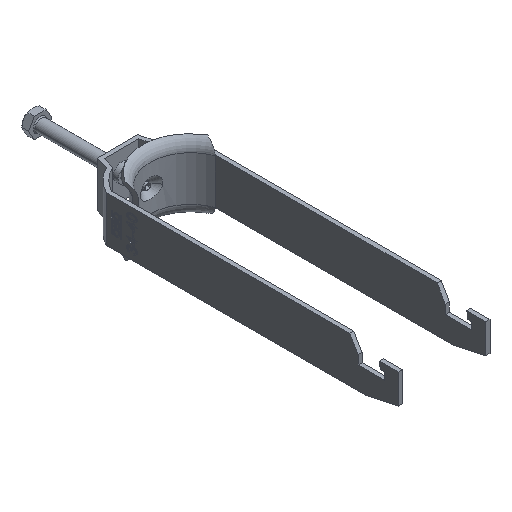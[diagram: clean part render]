
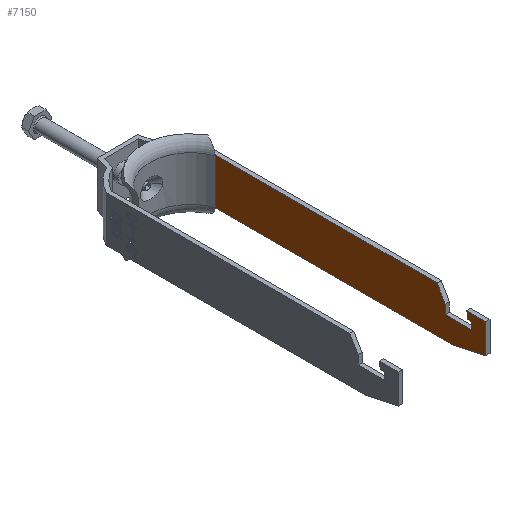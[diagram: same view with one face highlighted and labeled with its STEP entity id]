
A CAD part, isometric view. The second image highlights one B-rep face of the part: STEP entity #7150.
In plain terms, the highlighted planar face has unit normal (-1, 0, 0).
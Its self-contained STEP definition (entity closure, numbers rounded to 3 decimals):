
#158 = AXIS2_PLACEMENT_3D ( 'NONE', #3307, #7716, #11256 ) ;
#197 = VECTOR ( 'NONE', #2055, 1000. ) ;
#352 = ORIENTED_EDGE ( 'NONE', *, *, #3336, .T. ) ;
#413 = DIRECTION ( 'NONE',  ( 0., 0., 1. ) ) ;
#436 = CARTESIAN_POINT ( 'NONE',  ( 20.5, -17.511, -11.25 ) ) ;
#582 = FACE_OUTER_BOUND ( 'NONE', #8933, .T. ) ;
#932 = ORIENTED_EDGE ( 'NONE', *, *, #5617, .T. ) ;
#943 = EDGE_CURVE ( 'NONE', #6750, #2562, #8169, .T. ) ;
#949 = EDGE_CURVE ( 'NONE', #2562, #2203, #9174, .T. ) ;
#1169 = CARTESIAN_POINT ( 'NONE',  ( 20.5, -141., -11.25 ) ) ;
#1329 = VERTEX_POINT ( 'NONE', #436 ) ;
#1491 = VERTEX_POINT ( 'NONE', #11343 ) ;
#1605 = ORIENTED_EDGE ( 'NONE', *, *, #6209, .T. ) ;
#1646 = ORIENTED_EDGE ( 'NONE', *, *, #8836, .T. ) ;
#1971 = CARTESIAN_POINT ( 'NONE',  ( 20.5, -17.511, 11.25 ) ) ;
#1975 = CARTESIAN_POINT ( 'NONE',  ( 20.5, -161., -7.773 ) ) ;
#2040 = ORIENTED_EDGE ( 'NONE', *, *, #10558, .F. ) ;
#2041 = EDGE_CURVE ( 'NONE', #7346, #9516, #3786, .T. ) ;
#2047 = EDGE_CURVE ( 'NONE', #4987, #1329, #7600, .T. ) ;
#2055 = DIRECTION ( 'NONE',  ( 0., 0., -1. ) ) ;
#2125 = LINE ( 'NONE', #1169, #7287 ) ;
#2203 = VERTEX_POINT ( 'NONE', #7189 ) ;
#2417 = VECTOR ( 'NONE', #3980, 1000. ) ;
#2562 = VERTEX_POINT ( 'NONE', #10977 ) ;
#2596 = VECTOR ( 'NONE', #10234, 1000. ) ;
#2838 = CARTESIAN_POINT ( 'NONE',  ( 20.5, -161., 6.75 ) ) ;
#2973 = VECTOR ( 'NONE', #9118, 1000. ) ;
#3132 = DIRECTION ( 'NONE',  ( 0., 1., 0. ) ) ;
#3307 = CARTESIAN_POINT ( 'NONE',  ( 20.5, -200., -11.25 ) ) ;
#3336 = EDGE_CURVE ( 'NONE', #1491, #8950, #2125, .T. ) ;
#3466 = ORIENTED_EDGE ( 'NONE', *, *, #2041, .T. ) ;
#3778 = VECTOR ( 'NONE', #8292, 1000. ) ;
#3786 = LINE ( 'NONE', #8486, #9907 ) ;
#3829 = LINE ( 'NONE', #9304, #8265 ) ;
#3980 = DIRECTION ( 'NONE',  ( 0., 1., 0. ) ) ;
#4222 = EDGE_CURVE ( 'NONE', #4987, #7346, #11552, .T. ) ;
#4399 = CARTESIAN_POINT ( 'NONE',  ( 20.5, -144.642, -11.25 ) ) ;
#4453 = PLANE ( 'NONE',  #158 ) ;
#4676 = CARTESIAN_POINT ( 'NONE',  ( 20.5, -151.6, 6.75 ) ) ;
#4757 = ORIENTED_EDGE ( 'NONE', *, *, #2047, .F. ) ;
#4917 = VERTEX_POINT ( 'NONE', #1971 ) ;
#4939 = CARTESIAN_POINT ( 'NONE',  ( 20.5, -200., 11.25 ) ) ;
#4987 = VERTEX_POINT ( 'NONE', #4399 ) ;
#5059 = ORIENTED_EDGE ( 'NONE', *, *, #943, .T. ) ;
#5234 = VECTOR ( 'NONE', #10275, 1000. ) ;
#5313 = ORIENTED_EDGE ( 'NONE', *, *, #5832, .T. ) ;
#5588 = LINE ( 'NONE', #6352, #2973 ) ;
#5617 = EDGE_CURVE ( 'NONE', #9516, #6547, #5588, .T. ) ;
#5832 = EDGE_CURVE ( 'NONE', #7626, #4917, #9344, .T. ) ;
#5942 = ORIENTED_EDGE ( 'NONE', *, *, #6288, .T. ) ;
#6131 = LINE ( 'NONE', #8778, #10745 ) ;
#6207 = VECTOR ( 'NONE', #3132, 1000. ) ;
#6209 = EDGE_CURVE ( 'NONE', #6547, #6750, #6686, .T. ) ;
#6288 = EDGE_CURVE ( 'NONE', #2203, #1491, #11214, .T. ) ;
#6352 = CARTESIAN_POINT ( 'NONE',  ( 20.5, -200., 6.75 ) ) ;
#6547 = VERTEX_POINT ( 'NONE', #4676 ) ;
#6686 = LINE ( 'NONE', #11100, #5234 ) ;
#6749 = CARTESIAN_POINT ( 'NONE',  ( 20.5, -200., -0.25 ) ) ;
#6750 = VERTEX_POINT ( 'NONE', #7899 ) ;
#7150 = ADVANCED_FACE ( 'NONE', ( #582 ), #4453, .T. ) ;
#7178 = CARTESIAN_POINT ( 'NONE',  ( 20.5, -141., 4.25 ) ) ;
#7189 = CARTESIAN_POINT ( 'NONE',  ( 20.5, -154., -0.25 ) ) ;
#7287 = VECTOR ( 'NONE', #7587, 1000. ) ;
#7346 = VERTEX_POINT ( 'NONE', #1975 ) ;
#7415 = DIRECTION ( 'NONE',  ( 0., 0.5, 0.866 ) ) ;
#7587 = DIRECTION ( 'NONE',  ( 0., 0., 1. ) ) ;
#7600 = LINE ( 'NONE', #11196, #6207 ) ;
#7626 = VERTEX_POINT ( 'NONE', #10018 ) ;
#7716 = DIRECTION ( 'NONE',  ( -1., 0., 0. ) ) ;
#7899 = CARTESIAN_POINT ( 'NONE',  ( 20.5, -151.906, 3.25 ) ) ;
#8146 = ORIENTED_EDGE ( 'NONE', *, *, #949, .T. ) ;
#8169 = LINE ( 'NONE', #10061, #3778 ) ;
#8265 = VECTOR ( 'NONE', #7415, 1000. ) ;
#8292 = DIRECTION ( 'NONE',  ( 0., -1., 0. ) ) ;
#8486 = CARTESIAN_POINT ( 'NONE',  ( 20.5, -161., -11.25 ) ) ;
#8778 = CARTESIAN_POINT ( 'NONE',  ( 20.5, -17.511, -11.25 ) ) ;
#8836 = EDGE_CURVE ( 'NONE', #8950, #7626, #3829, .T. ) ;
#8933 = EDGE_LOOP ( 'NONE', ( #4757, #11505, #3466, #932, #1605, #5059, #8146, #5942, #352, #1646, #5313, #2040 ) ) ;
#8950 = VERTEX_POINT ( 'NONE', #7178 ) ;
#9118 = DIRECTION ( 'NONE',  ( 0., 1., 0. ) ) ;
#9173 = VECTOR ( 'NONE', #10557, 1000. ) ;
#9174 = LINE ( 'NONE', #9945, #197 ) ;
#9304 = CARTESIAN_POINT ( 'NONE',  ( 20.5, -162.462, -32.923 ) ) ;
#9344 = LINE ( 'NONE', #4939, #2596 ) ;
#9516 = VERTEX_POINT ( 'NONE', #2838 ) ;
#9907 = VECTOR ( 'NONE', #413, 1000. ) ;
#9945 = CARTESIAN_POINT ( 'NONE',  ( 20.5, -154., -11.25 ) ) ;
#10018 = CARTESIAN_POINT ( 'NONE',  ( 20.5, -136.959, 11.25 ) ) ;
#10061 = CARTESIAN_POINT ( 'NONE',  ( 20.5, -200., 3.25 ) ) ;
#10234 = DIRECTION ( 'NONE',  ( 0., 1., 0. ) ) ;
#10275 = DIRECTION ( 'NONE',  ( 0., -0.087, -0.996 ) ) ;
#10557 = DIRECTION ( 'NONE',  ( 0., -0.978, 0.208 ) ) ;
#10558 = EDGE_CURVE ( 'NONE', #1329, #4917, #6131, .T. ) ;
#10661 = CARTESIAN_POINT ( 'NONE',  ( 20.5, -197.607, 0.008 ) ) ;
#10745 = VECTOR ( 'NONE', #11601, 1000. ) ;
#10977 = CARTESIAN_POINT ( 'NONE',  ( 20.5, -154., 3.25 ) ) ;
#11100 = CARTESIAN_POINT ( 'NONE',  ( 20.5, -153.53, -15.316 ) ) ;
#11196 = CARTESIAN_POINT ( 'NONE',  ( 20.5, -200., -11.25 ) ) ;
#11214 = LINE ( 'NONE', #6749, #2417 ) ;
#11256 = DIRECTION ( 'NONE',  ( 0., 1., 0. ) ) ;
#11343 = CARTESIAN_POINT ( 'NONE',  ( 20.5, -141., -0.25 ) ) ;
#11505 = ORIENTED_EDGE ( 'NONE', *, *, #4222, .T. ) ;
#11552 = LINE ( 'NONE', #10661, #9173 ) ;
#11601 = DIRECTION ( 'NONE',  ( 0., 0., 1. ) ) ;
